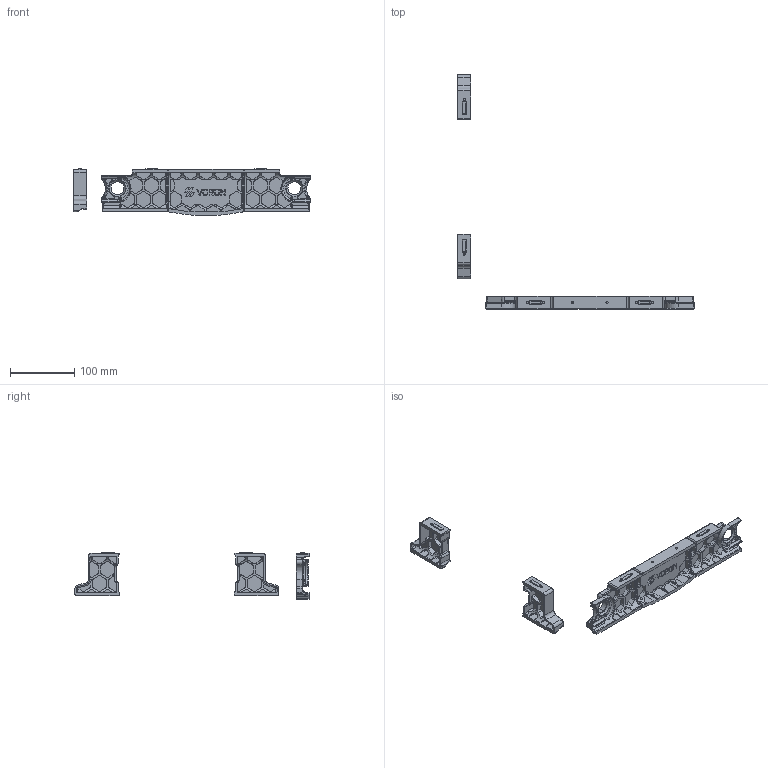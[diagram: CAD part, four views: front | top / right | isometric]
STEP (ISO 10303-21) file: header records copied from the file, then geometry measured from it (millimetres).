
FILE_DESCRIPTION(/* description */ (''),/* implementation_level */ '2;1');
FILE_NAME(/* name */ 'V2_Mesh_skirts.step',/* time_stamp */ '2023-04-13T19:42:05+02:00',/* author */ (''),/* organization */ (''),/* preprocessor_version */ 'ST-DEVELOPER v19.2',/* originating_system */ 'Autodesk Translation Framework v12.4.0.73',/* authorisation */ '');
FILE_SCHEMA (('AUTOMOTIVE_DESIGN { 1 0 10303 214 3 1 1 }'));
Length unit declared in the file: millimetre
Products named in the file (14): V2 Mesh skirts; Front; Front_Skirt_Logo; Front Skirt A; 250; Belt_Guard (1); Front Skirt B; 250 (1); Belt_Guard (2); Sides; Side Skirt B; 250 (3); Side Skirt A; 250 (4)
Assembly tree (13 placements, depth 4):
  V2 Mesh skirts
    Front
      Front_Skirt_Logo
      Front Skirt A
        250
        Belt_Guard (1)
      Front Skirt B
        250 (1)
        Belt_Guard (2)
    Sides
      Side Skirt B
        250 (3)
      Side Skirt A
        250 (4)
Bounding box: 366.8 x 363 x 72 mm (x, y, z)
Volume: 172728 mm3; surface area: 145977.4 mm2
Topology: 14 solids, 14 shells, 1170 faces, 3387 edges, 2219 vertices
Faces by surface type: cylinder 532, plane 510, bspline 74, torus 50, cone 4
Full cylindrical faces by diameter (mm): 3.2 x4, 3.4 x12, 4.7 x10, 6 x6, 20 x4
Entity records: 42687 total; most frequent: CARTESIAN_POINT 11220, ORIENTED_EDGE 6782, DIRECTION 6392, EDGE_CURVE 3391, AXIS2_PLACEMENT_3D 2288, VERTEX_POINT 2219, LINE 1816, VECTOR 1816
